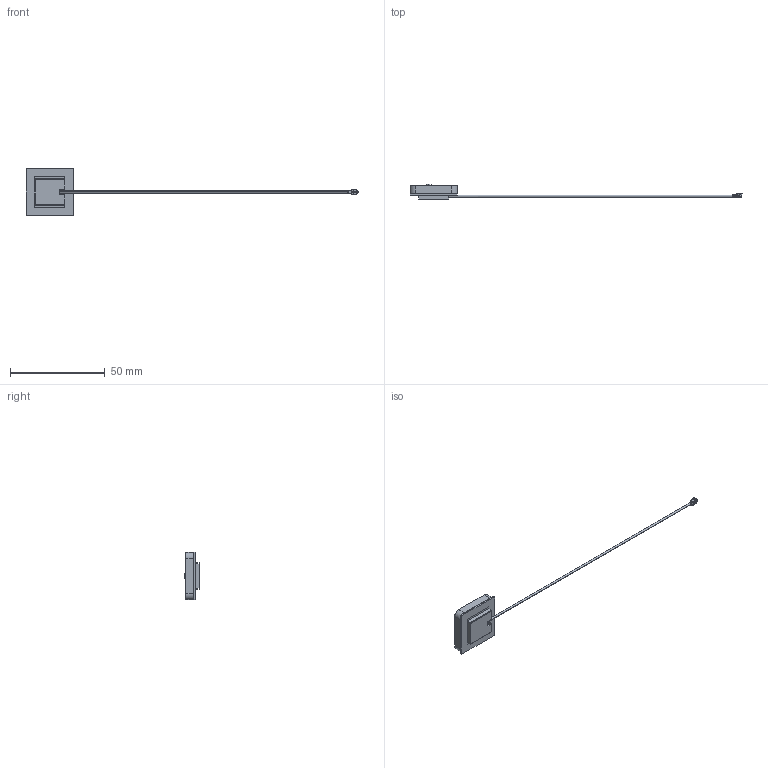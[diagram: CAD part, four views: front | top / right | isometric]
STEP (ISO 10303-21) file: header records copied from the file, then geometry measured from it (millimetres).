
FILE_DESCRIPTION (( 'STEP AP214' ), '1' );
FILE_NAME ('AGGBP.25B.07.0060A_Web.STEP', '2024-01-04T14:59:24', ( '' ), ( '' ), 'SwSTEP 2.0', 'SolidWorks 2022', '' );
FILE_SCHEMA (( 'AUTOMOTIVE_DESIGN' ));
Length unit declared in the file: millimetre
Products named in the file (1): AGGBP.25B.07.0060A_Web
Bounding box: 175.35 x 8.07 x 25 mm (x, y, z)
Volume: 3332.1 mm3; surface area: 3031.2 mm2
Topology: 1 solids, 1 shells, 628 faces, 1738 edges, 1143 vertices
Faces by surface type: plane 336, bspline 149, cylinder 128, torus 15
Entity records: 32153 total; most frequent: CARTESIAN_POINT 10104, ORIENTED_EDGE 3472, DIRECTION 2587, EDGE_CURVE 1736, VERTEX_POINT 1143, LINE 1093, VECTOR 1093, AXIS2_PLACEMENT_3D 747
